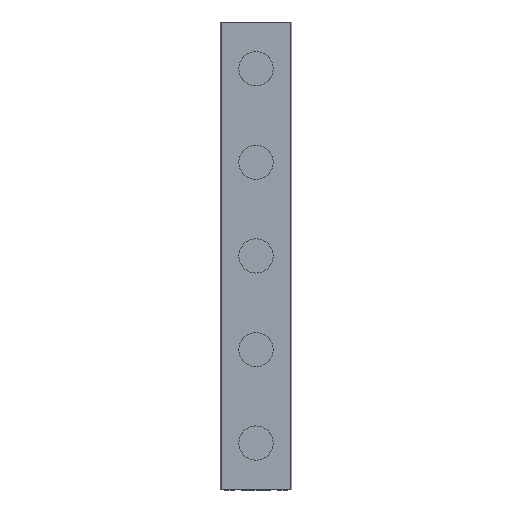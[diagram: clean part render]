
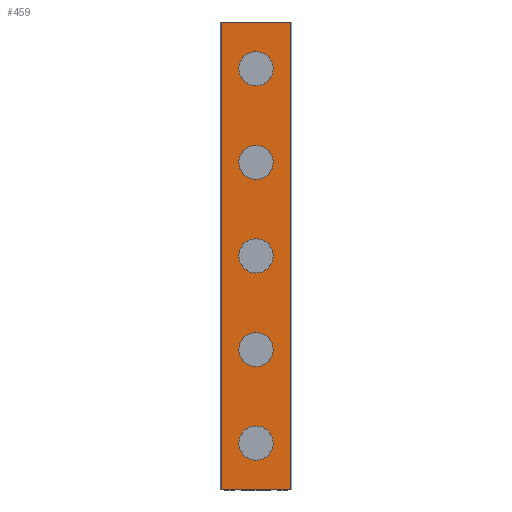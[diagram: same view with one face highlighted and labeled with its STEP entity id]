
A CAD part, top view. The second image highlights one B-rep face of the part: STEP entity #459.
In plain terms, the highlighted planar face has unit normal (0, 0, 1).
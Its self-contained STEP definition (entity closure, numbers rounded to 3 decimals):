
#459=ADVANCED_FACE('',(#951,#952,#953,#954,#955,#956),#957,.T.);
#951=FACE_BOUND('',#1464,.T.);
#952=FACE_BOUND('',#1465,.T.);
#953=FACE_BOUND('',#1466,.T.);
#954=FACE_BOUND('',#1467,.T.);
#955=FACE_BOUND('',#1468,.T.);
#956=FACE_OUTER_BOUND('',#1469,.T.);
#957=PLANE('',#1470);
#1464=EDGE_LOOP('',(#2825,#2826));
#1465=EDGE_LOOP('',(#2827,#2828));
#1466=EDGE_LOOP('',(#2829,#2830));
#1467=EDGE_LOOP('',(#2831,#2832));
#1468=EDGE_LOOP('',(#2833,#2834));
#1469=EDGE_LOOP('',(#2835,#2836,#2837,#2838));
#1470=AXIS2_PLACEMENT_3D('',#2839,#2840,#2841);
#2825=ORIENTED_EDGE('',*,*,#3090,.T.);
#2826=ORIENTED_EDGE('',*,*,#3495,.T.);
#2827=ORIENTED_EDGE('',*,*,#3080,.T.);
#2828=ORIENTED_EDGE('',*,*,#3501,.T.);
#2829=ORIENTED_EDGE('',*,*,#3070,.T.);
#2830=ORIENTED_EDGE('',*,*,#3507,.T.);
#2831=ORIENTED_EDGE('',*,*,#3060,.T.);
#2832=ORIENTED_EDGE('',*,*,#3513,.T.);
#2833=ORIENTED_EDGE('',*,*,#3050,.T.);
#2834=ORIENTED_EDGE('',*,*,#3519,.T.);
#2835=ORIENTED_EDGE('',*,*,#3468,.T.);
#2836=ORIENTED_EDGE('',*,*,#3578,.F.);
#2837=ORIENTED_EDGE('',*,*,#3329,.T.);
#2838=ORIENTED_EDGE('',*,*,#3576,.T.);
#2839=CARTESIAN_POINT('',(0.,150.0,23.6));
#2840=DIRECTION('',(0.0,0.0,1.0));
#2841=DIRECTION('',(-1.0,0.0,0.0));
#3050=EDGE_CURVE('',#3642,#3639,#3643,.T.);
#3060=EDGE_CURVE('',#3660,#3657,#3661,.T.);
#3070=EDGE_CURVE('',#3678,#3675,#3679,.T.);
#3080=EDGE_CURVE('',#3696,#3693,#3697,.T.);
#3090=EDGE_CURVE('',#3714,#3711,#3715,.T.);
#3329=EDGE_CURVE('',#4078,#4076,#4079,.T.);
#3468=EDGE_CURVE('',#4311,#4309,#4312,.T.);
#3495=EDGE_CURVE('',#3711,#3714,#4363,.T.);
#3501=EDGE_CURVE('',#3693,#3696,#4369,.T.);
#3507=EDGE_CURVE('',#3675,#3678,#4375,.T.);
#3513=EDGE_CURVE('',#3657,#3660,#4381,.T.);
#3519=EDGE_CURVE('',#3639,#3642,#4387,.T.);
#3576=EDGE_CURVE('',#4076,#4311,#4444,.T.);
#3578=EDGE_CURVE('',#4078,#4309,#4446,.T.);
#3639=VERTEX_POINT('',#4509);
#3642=VERTEX_POINT('',#4513);
#3643=CIRCLE('',#4514,5.5);
#3657=VERTEX_POINT('',#4531);
#3660=VERTEX_POINT('',#4535);
#3661=CIRCLE('',#4536,5.5);
#3675=VERTEX_POINT('',#4553);
#3678=VERTEX_POINT('',#4557);
#3679=CIRCLE('',#4558,5.5);
#3693=VERTEX_POINT('',#4575);
#3696=VERTEX_POINT('',#4579);
#3697=CIRCLE('',#4580,5.5);
#3711=VERTEX_POINT('',#4597);
#3714=VERTEX_POINT('',#4601);
#3715=CIRCLE('',#4602,5.5);
#4076=VERTEX_POINT('',#5104);
#4078=VERTEX_POINT('',#5107);
#4079=LINE('',#5108,#5109);
#4309=VERTEX_POINT('',#5434);
#4311=VERTEX_POINT('',#5437);
#4312=LINE('',#5438,#5439);
#4363=CIRCLE('',#5506,5.5);
#4369=CIRCLE('',#5512,5.5);
#4375=CIRCLE('',#5518,5.5);
#4381=CIRCLE('',#5524,5.5);
#4387=CIRCLE('',#5530,5.5);
#4444=LINE('',#5613,#5614);
#4446=LINE('',#5616,#5617);
#4509=CARTESIAN_POINT('',(5.5,15.0,23.6));
#4513=CARTESIAN_POINT('',(-5.5,15.0,23.6));
#4514=AXIS2_PLACEMENT_3D('',#5701,#5702,#5703);
#4531=CARTESIAN_POINT('',(5.5,45.0,23.6));
#4535=CARTESIAN_POINT('',(-5.5,45.0,23.6));
#4536=AXIS2_PLACEMENT_3D('',#5717,#5718,#5719);
#4553=CARTESIAN_POINT('',(5.5,75.0,23.6));
#4557=CARTESIAN_POINT('',(-5.5,75.0,23.6));
#4558=AXIS2_PLACEMENT_3D('',#5733,#5734,#5735);
#4575=CARTESIAN_POINT('',(5.5,105.0,23.6));
#4579=CARTESIAN_POINT('',(-5.5,105.0,23.6));
#4580=AXIS2_PLACEMENT_3D('',#5749,#5750,#5751);
#4597=CARTESIAN_POINT('',(5.5,135.0,23.6));
#4601=CARTESIAN_POINT('',(-5.5,135.0,23.6));
#4602=AXIS2_PLACEMENT_3D('',#5765,#5766,#5767);
#5104=CARTESIAN_POINT('',(-11.1,150.0,23.6));
#5107=CARTESIAN_POINT('',(11.1,150.0,23.6));
#5108=CARTESIAN_POINT('',(11.1,150.0,23.6));
#5109=VECTOR('',#6015,1.0);
#5434=CARTESIAN_POINT('',(11.1,0.0,23.6));
#5437=CARTESIAN_POINT('',(-11.1,0.0,23.6));
#5438=CARTESIAN_POINT('',(11.1,0.0,23.6));
#5439=VECTOR('',#6166,1.0);
#5506=AXIS2_PLACEMENT_3D('',#6210,#6211,#6212);
#5512=AXIS2_PLACEMENT_3D('',#6219,#6220,#6221);
#5518=AXIS2_PLACEMENT_3D('',#6228,#6229,#6230);
#5524=AXIS2_PLACEMENT_3D('',#6237,#6238,#6239);
#5530=AXIS2_PLACEMENT_3D('',#6246,#6247,#6248);
#5613=CARTESIAN_POINT('',(-11.1,150.0,23.6));
#5614=VECTOR('',#6281,1.0);
#5616=CARTESIAN_POINT('',(11.1,150.0,23.6));
#5617=VECTOR('',#6282,1.0);
#5701=CARTESIAN_POINT('',(0.0,15.0,23.6));
#5702=DIRECTION('',(0.0,0.0,-1.0));
#5703=DIRECTION('',(1.0,0.0,0.0));
#5717=CARTESIAN_POINT('',(0.0,45.0,23.6));
#5718=DIRECTION('',(0.0,0.0,-1.0));
#5719=DIRECTION('',(1.0,0.0,0.0));
#5733=CARTESIAN_POINT('',(0.0,75.0,23.6));
#5734=DIRECTION('',(0.0,0.0,-1.0));
#5735=DIRECTION('',(1.0,0.0,0.0));
#5749=CARTESIAN_POINT('',(0.0,105.0,23.6));
#5750=DIRECTION('',(0.0,0.0,-1.0));
#5751=DIRECTION('',(1.0,0.0,0.0));
#5765=CARTESIAN_POINT('',(0.0,135.0,23.6));
#5766=DIRECTION('',(0.0,0.0,-1.0));
#5767=DIRECTION('',(1.0,0.0,0.0));
#6015=DIRECTION('',(-1.0,0.0,0.0));
#6166=DIRECTION('',(1.0,0.0,0.0));
#6210=CARTESIAN_POINT('',(0.0,135.0,23.6));
#6211=DIRECTION('',(0.0,0.0,-1.0));
#6212=DIRECTION('',(1.0,0.0,0.0));
#6219=CARTESIAN_POINT('',(0.0,105.0,23.6));
#6220=DIRECTION('',(0.0,0.0,-1.0));
#6221=DIRECTION('',(1.0,0.0,0.0));
#6228=CARTESIAN_POINT('',(0.0,75.0,23.6));
#6229=DIRECTION('',(0.0,0.0,-1.0));
#6230=DIRECTION('',(1.0,0.0,0.0));
#6237=CARTESIAN_POINT('',(0.0,45.0,23.6));
#6238=DIRECTION('',(0.0,0.0,-1.0));
#6239=DIRECTION('',(1.0,0.0,0.0));
#6246=CARTESIAN_POINT('',(0.0,15.0,23.6));
#6247=DIRECTION('',(0.0,0.0,-1.0));
#6248=DIRECTION('',(1.0,0.0,0.0));
#6281=DIRECTION('',(0.0,-1.0,0.0));
#6282=DIRECTION('',(0.0,-1.0,0.0));
